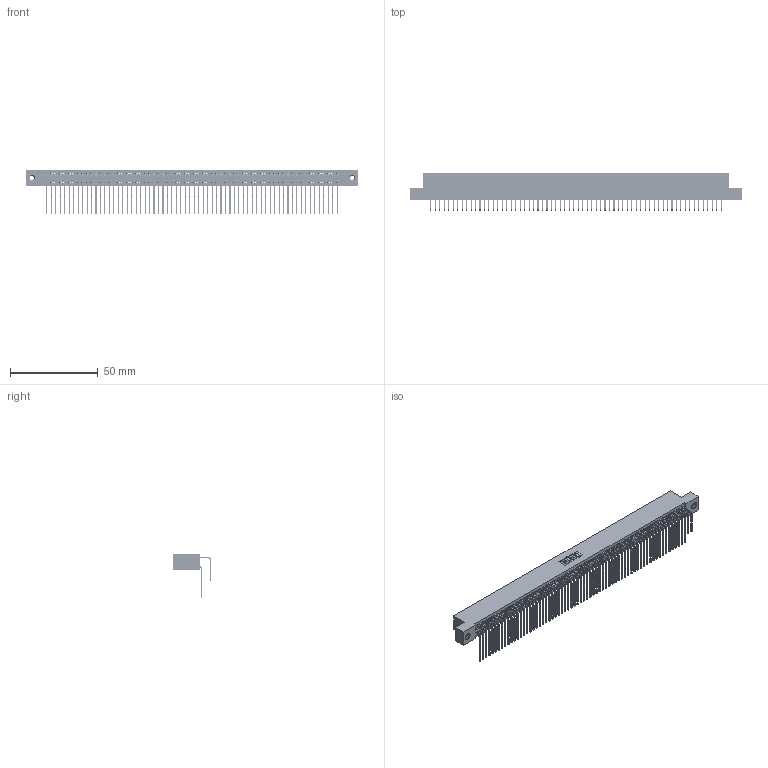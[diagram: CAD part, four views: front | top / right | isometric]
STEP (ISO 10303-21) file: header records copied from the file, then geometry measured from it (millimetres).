
FILE_DESCRIPTION (( 'STEP AP203' ), '1' );
FILE_NAME ('395-132-558-208.STEP', '2019-10-29T07:47:15', ( '' ), ( '' ), 'SwSTEP 2.0', 'SolidWorks 2016', '' );
FILE_SCHEMA (( 'CONFIG_CONTROL_DESIGN' ));
Length unit declared in the file: inch
Products named in the file (5): 345-250-001_345-250-003-102; 395-132-558-208; 345 Part_Flush Mounting Lugs - 0.156 Dia-TI; 345-292-001_558 559 Tail - 1; 345-292-001_558 Tail - 2
Assembly tree (135 placements, depth 2):
  395-132-558-208
    345 Part_Flush Mounting Lugs - 0.156 Dia-TI
    345-292-001_558 559 Tail - 1  x66
    345-292-001_558 Tail - 2  x66
    345-250-001_345-250-003-102  x2
Bounding box: 188.85 x 21.83 x 25.53 mm (x, y, z)
Volume: 19322.7 mm3; surface area: 32621.2 mm2
Topology: 135 solids, 135 shells, 7050 faces, 20937 edges, 13774 vertices
Faces by surface type: plane 4732, cylinder 2302, cone 12, torus 4
Entity records: 51392 total; most frequent: CARTESIAN_POINT 8618, ORIENTED_EDGE 8494, DIRECTION 7569, EDGE_CURVE 4247, LINE 3791, VECTOR 3791, VERTEX_POINT 2824, AXIS2_PLACEMENT_3D 1889
